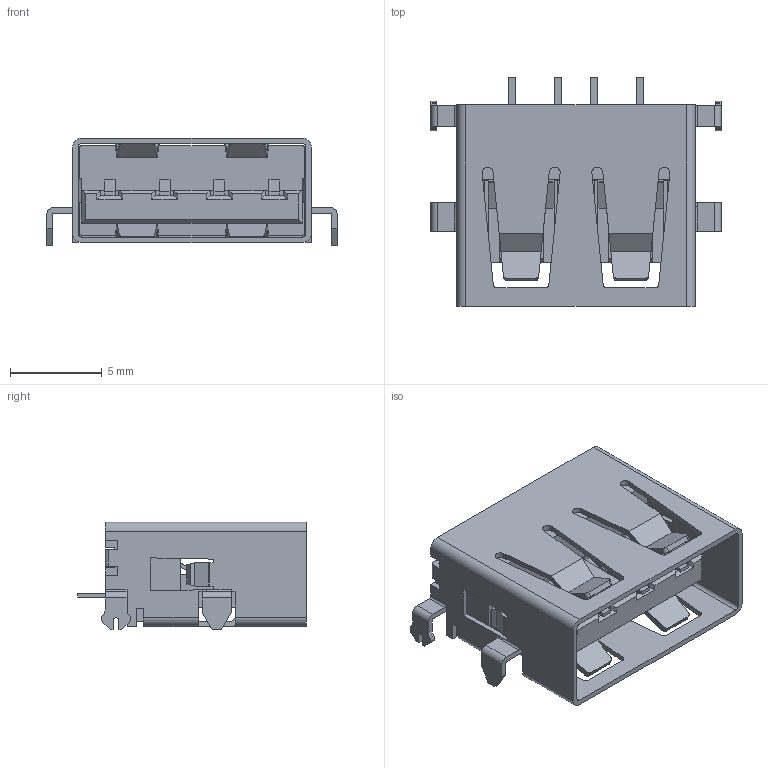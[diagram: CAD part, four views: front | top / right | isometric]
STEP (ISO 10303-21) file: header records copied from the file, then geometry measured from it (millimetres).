
FILE_DESCRIPTION (( 'STEP AP214' ), '1' );
FILE_NAME ('USB-A-SMD_U-A-24DS-W-1.step', '2022-07-15T08:11:31', ( '' ), ( '' ), 'SwSTEP 2.0', 'SolidWorks 2020', '' );
FILE_SCHEMA (( 'AUTOMOTIVE_DESIGN' ));
Length unit declared in the file: millimetre
Products named in the file (1): USB-A-SMD_U-A-24DS-W-1
Bounding box: 15.85 x 12.5 x 5.88 mm (x, y, z)
Volume: 404.8 mm3; surface area: 1246.1 mm2
Topology: 10 solids, 10 shells, 714 faces, 1988 edges, 1314 vertices
Faces by surface type: plane 491, bspline 114, cylinder 109
Entity records: 31905 total; most frequent: CARTESIAN_POINT 6245, ORIENTED_EDGE 3976, DIRECTION 3146, EDGE_CURVE 1988, VECTOR 1528, LINE 1528, VERTEX_POINT 1314, AXIS2_PLACEMENT_3D 809
